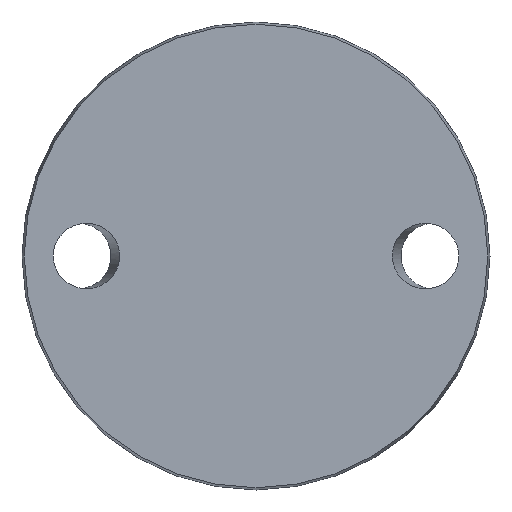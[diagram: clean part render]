
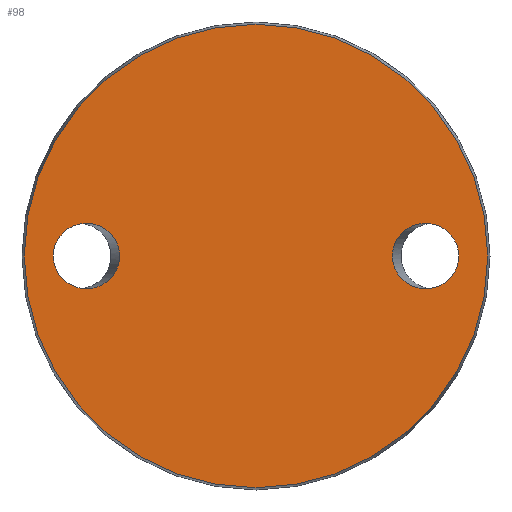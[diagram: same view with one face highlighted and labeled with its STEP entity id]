
A CAD part, front view. The second image highlights one B-rep face of the part: STEP entity #98.
In plain terms, the highlighted planar face has unit normal (0, -1, 0).
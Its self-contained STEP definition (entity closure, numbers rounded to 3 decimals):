
#5 = FACE_OUTER_BOUND ( 'NONE', #297, .T. ) ;
#13 = CARTESIAN_POINT ( 'NONE',  ( 0., 0., -58.425 ) ) ;
#26 = VERTEX_POINT ( 'NONE', #146 ) ;
#40 = CIRCLE ( 'NONE', #230, 58.425 ) ;
#53 = ORIENTED_EDGE ( 'NONE', *, *, #212, .T. ) ;
#60 = CARTESIAN_POINT ( 'NONE',  ( -51.115, 0., 0. ) ) ;
#75 = CARTESIAN_POINT ( 'NONE',  ( -34.385, 0., 0. ) ) ;
#98 = ADVANCED_FACE ( 'NONE', ( #611, #193, #5 ), #492, .F. ) ;
#127 = CARTESIAN_POINT ( 'NONE',  ( -34.385, 0., -16.5 ) ) ;
#129 = CARTESIAN_POINT ( 'NONE',  ( 34.385, 0., 0. ) ) ;
#146 = CARTESIAN_POINT ( 'NONE',  ( 51.115, 0., 0. ) ) ;
#191 = VERTEX_POINT ( 'NONE', #13 ) ;
#193 = FACE_BOUND ( 'NONE', #493, .T. ) ;
#212 = EDGE_CURVE ( 'NONE', #486, #486, #792, .T. ) ;
#230 = AXIS2_PLACEMENT_3D ( 'NONE', #333, #450, #263 ) ;
#237 = CARTESIAN_POINT ( 'NONE',  ( 51.115, 0., -16.5 ) ) ;
#263 = DIRECTION ( 'NONE',  ( 0., 0., -1. ) ) ;
#297 = EDGE_LOOP ( 'NONE', ( #718 ) ) ;
#312 = DIRECTION ( 'NONE',  ( 0., 1., 0. ) ) ;
#333 = CARTESIAN_POINT ( 'NONE',  ( 0., 0., 0. ) ) ;
#365 = CARTESIAN_POINT ( 'NONE',  ( 51.115, 0., 0. ) ) ;
#382 =( BOUNDED_CURVE ( )  B_SPLINE_CURVE ( 3, ( #365, #237, #732, #129, #495, #750, #547 ),
 .UNSPECIFIED., .T., .F. ) 
 B_SPLINE_CURVE_WITH_KNOTS ( ( 4, 3, 4 ),
 ( 0., 3.142, 6.283 ),
 .UNSPECIFIED. ) 
 CURVE ( )  GEOMETRIC_REPRESENTATION_ITEM ( )  RATIONAL_B_SPLINE_CURVE ( ( 1., 0.333, 0.333, 1., 0.333, 0.333, 1. ) ) 
 REPRESENTATION_ITEM ( '' )  );
#432 = DIRECTION ( 'NONE',  ( 0., 0., 1. ) ) ;
#450 = DIRECTION ( 'NONE',  ( 0., -1., 0. ) ) ;
#471 = EDGE_CURVE ( 'NONE', #191, #191, #40, .T. ) ;
#486 = VERTEX_POINT ( 'NONE', #60 ) ;
#488 = CARTESIAN_POINT ( 'NONE',  ( -34.385, 0., 16.5 ) ) ;
#492 = PLANE ( 'NONE',  #517 ) ;
#493 = EDGE_LOOP ( 'NONE', ( #646 ) ) ;
#495 = CARTESIAN_POINT ( 'NONE',  ( 34.385, 0., 16.5 ) ) ;
#517 = AXIS2_PLACEMENT_3D ( 'NONE', #751, #312, #432 ) ;
#547 = CARTESIAN_POINT ( 'NONE',  ( 51.115, 0., 0. ) ) ;
#548 = EDGE_LOOP ( 'NONE', ( #53 ) ) ;
#564 = CARTESIAN_POINT ( 'NONE',  ( -51.115, 0., 0. ) ) ;
#611 = FACE_BOUND ( 'NONE', #548, .T. ) ;
#646 = ORIENTED_EDGE ( 'NONE', *, *, #765, .T. ) ;
#677 = CARTESIAN_POINT ( 'NONE',  ( -51.115, 0., 16.5 ) ) ;
#686 = CARTESIAN_POINT ( 'NONE',  ( -51.115, 0., -16.5 ) ) ;
#718 = ORIENTED_EDGE ( 'NONE', *, *, #471, .T. ) ;
#732 = CARTESIAN_POINT ( 'NONE',  ( 34.385, 0., -16.5 ) ) ;
#744 = CARTESIAN_POINT ( 'NONE',  ( -51.115, 0., 0. ) ) ;
#750 = CARTESIAN_POINT ( 'NONE',  ( 51.115, 0., 16.5 ) ) ;
#751 = CARTESIAN_POINT ( 'NONE',  ( -58.425, 0., 0. ) ) ;
#765 = EDGE_CURVE ( 'NONE', #26, #26, #382, .T. ) ;
#792 =( BOUNDED_CURVE ( )  B_SPLINE_CURVE ( 3, ( #564, #677, #488, #75, #127, #686, #744 ),
 .UNSPECIFIED., .T., .F. ) 
 B_SPLINE_CURVE_WITH_KNOTS ( ( 4, 3, 4 ),
 ( 0., 3.142, 6.283 ),
 .UNSPECIFIED. ) 
 CURVE ( )  GEOMETRIC_REPRESENTATION_ITEM ( )  RATIONAL_B_SPLINE_CURVE ( ( 1., 0.333, 0.333, 1., 0.333, 0.333, 1. ) ) 
 REPRESENTATION_ITEM ( '' )  );
